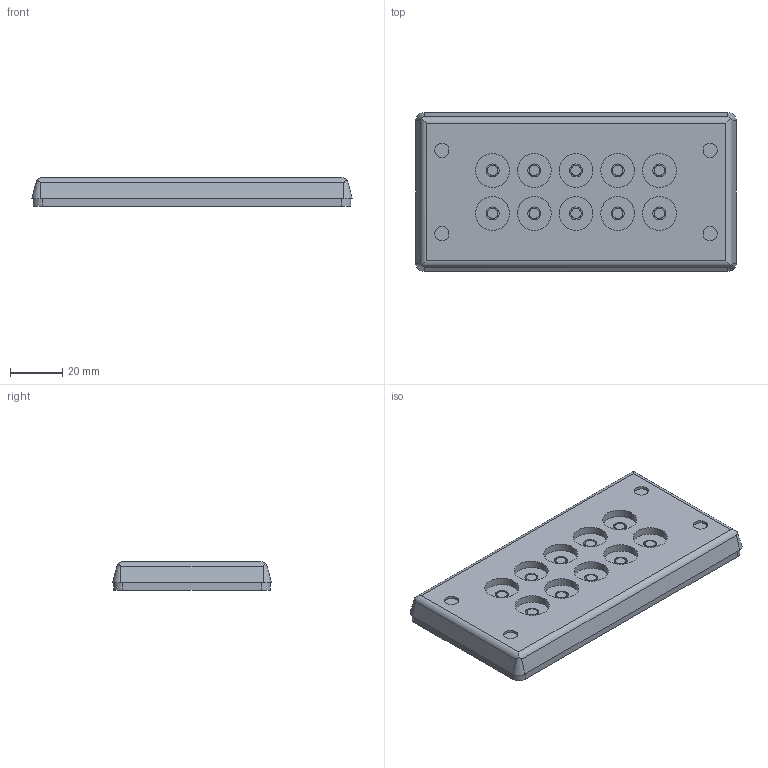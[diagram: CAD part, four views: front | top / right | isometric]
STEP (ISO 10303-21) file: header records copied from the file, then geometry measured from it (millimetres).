
FILE_DESCRIPTION (( 'STEP AP203' ), '1' );
FILE_NAME ('567405.step', '2024-10-14T13:39:00', ( '' ), ( '' ), 'SwSTEP 2.0', 'SolidWorks 2023', '' );
FILE_SCHEMA (( 'CONFIG_CONTROL_DESIGN' ));
Length unit declared in the file: inch
Products named in the file (1): 567405
Bounding box: 123 x 61 x 11 mm (x, y, z)
Volume: 44014.1 mm3; surface area: 23412.3 mm2
Topology: 1 solids, 1 shells, 190 faces, 426 edges, 284 vertices
Faces by surface type: cylinder 114, plane 72, cone 4
Entity records: 5593 total; most frequent: CARTESIAN_POINT 1049, DIRECTION 1020, ORIENTED_EDGE 852, EDGE_CURVE 426, AXIS2_PLACEMENT_3D 415, VERTEX_POINT 284, EDGE_LOOP 236, CIRCLE 224
